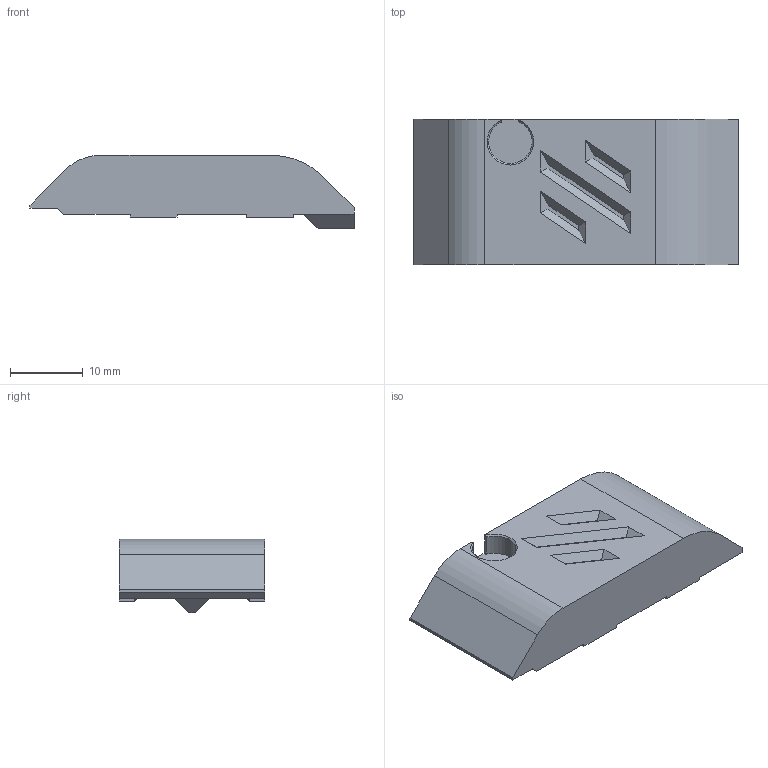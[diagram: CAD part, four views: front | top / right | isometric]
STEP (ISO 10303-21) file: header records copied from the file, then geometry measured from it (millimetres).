
FILE_DESCRIPTION(/* description */ (''),/* implementation_level */ '2;1');
FILE_NAME(/* name */ 'Cover_Magnetic_Hall.stp',/* time_stamp */ '2021-09-01T03:54:20+02:00',/* author */ ('Rama'),/* organization */ (''),/* preprocessor_version */ 'ST-DEVELOPER v18.1',/* originating_system */ 'Autodesk Inventor 2021',/* authorisation */ '');
FILE_SCHEMA (('AUTOMOTIVE_DESIGN { 1 0 10303 214 3 1 1 }'));
Length unit declared in the file: millimetre
Products named in the file (1): Cover
Bounding box: 44.55 x 20 x 10.09 mm (x, y, z)
Volume: 5697 mm3; surface area: 2853.2 mm2
Topology: 1 solids, 1 shells, 80 faces, 213 edges, 138 vertices
Faces by surface type: plane 54, cylinder 25, cone 1
Full cylindrical faces by diameter (mm): 6.02 x4
Entity records: 2551 total; most frequent: CARTESIAN_POINT 454, DIRECTION 444, ORIENTED_EDGE 426, EDGE_CURVE 213, AXIS2_PLACEMENT_3D 152, LINE 140, VECTOR 140, VERTEX_POINT 138
